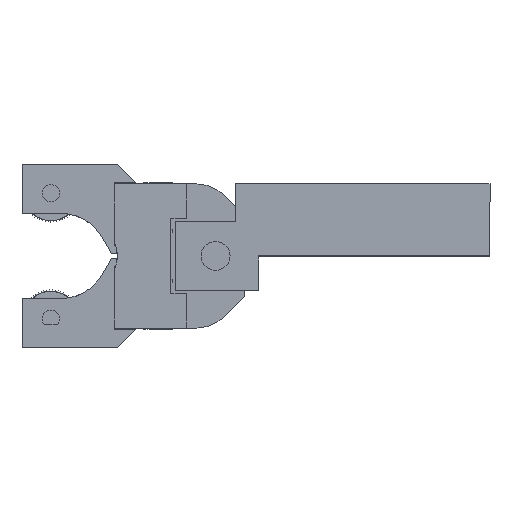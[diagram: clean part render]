
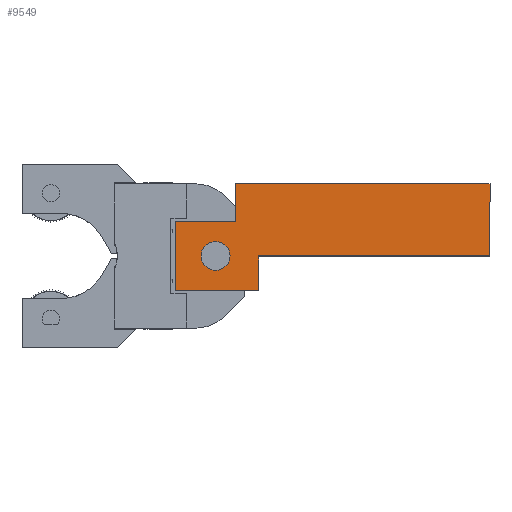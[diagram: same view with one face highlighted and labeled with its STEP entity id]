
A CAD part, top view. The second image highlights one B-rep face of the part: STEP entity #9549.
In plain terms, the highlighted face is planar.
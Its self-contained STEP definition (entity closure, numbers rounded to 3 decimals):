
#469=FACE_BOUND('',#1549,.T.);
#637=PLANE('',#10370);
#1012=FACE_OUTER_BOUND('',#1548,.T.);
#1548=EDGE_LOOP('',(#7316,#7317,#7318,#7319,#7320,#7321,#7322,#7323));
#1549=EDGE_LOOP('',(#7324));
#2235=LINE('',#14485,#3083);
#2247=LINE('',#14511,#3095);
#2253=LINE('',#14522,#3101);
#2254=LINE('',#14526,#3102);
#2258=LINE('',#14534,#3106);
#2267=LINE('',#14548,#3115);
#2268=LINE('',#14549,#3116);
#2269=LINE('',#14550,#3117);
#3083=VECTOR('',#11939,10.);
#3095=VECTOR('',#11957,10.);
#3101=VECTOR('',#11965,10.);
#3102=VECTOR('',#11968,10.);
#3106=VECTOR('',#11974,10.);
#3115=VECTOR('',#11987,10.);
#3116=VECTOR('',#11988,10.);
#3117=VECTOR('',#11989,10.);
#3696=CIRCLE('',#10354,5.);
#4186=VERTEX_POINT('',#14461);
#4192=VERTEX_POINT('',#14482);
#4193=VERTEX_POINT('',#14484);
#4203=VERTEX_POINT('',#14509);
#4204=VERTEX_POINT('',#14510);
#4208=VERTEX_POINT('',#14520);
#4209=VERTEX_POINT('',#14524);
#4210=VERTEX_POINT('',#14525);
#4213=VERTEX_POINT('',#14533);
#5308=EDGE_CURVE('',#4186,#4186,#3696,.T.);
#5319=EDGE_CURVE('',#4193,#4192,#2235,.T.);
#5331=EDGE_CURVE('',#4203,#4204,#2247,.T.);
#5337=EDGE_CURVE('',#4204,#4208,#2253,.T.);
#5338=EDGE_CURVE('',#4209,#4210,#2254,.T.);
#5342=EDGE_CURVE('',#4213,#4203,#2258,.T.);
#5351=EDGE_CURVE('',#4208,#4193,#2267,.T.);
#5352=EDGE_CURVE('',#4192,#4209,#2268,.T.);
#5353=EDGE_CURVE('',#4213,#4210,#2269,.T.);
#7316=ORIENTED_EDGE('',*,*,#5331,.T.);
#7317=ORIENTED_EDGE('',*,*,#5337,.T.);
#7318=ORIENTED_EDGE('',*,*,#5351,.T.);
#7319=ORIENTED_EDGE('',*,*,#5319,.T.);
#7320=ORIENTED_EDGE('',*,*,#5352,.T.);
#7321=ORIENTED_EDGE('',*,*,#5338,.T.);
#7322=ORIENTED_EDGE('',*,*,#5353,.F.);
#7323=ORIENTED_EDGE('',*,*,#5342,.T.);
#7324=ORIENTED_EDGE('',*,*,#5308,.F.);
#9549=ADVANCED_FACE('',(#1012,#469),#637,.F.);
#10354=AXIS2_PLACEMENT_3D('',#14462,#11914,#11915);
#10370=AXIS2_PLACEMENT_3D('',#14547,#11985,#11986);
#11914=DIRECTION('center_axis',(0.,0.,-1.));
#11915=DIRECTION('ref_axis',(-1.,0.,0.));
#11939=DIRECTION('',(1.,0.,0.));
#11957=DIRECTION('',(0.,1.,0.));
#11965=DIRECTION('',(-1.,0.,0.));
#11968=DIRECTION('',(1.,0.,0.));
#11974=DIRECTION('',(-1.,0.,0.));
#11985=DIRECTION('center_axis',(0.,0.,1.));
#11986=DIRECTION('ref_axis',(1.,0.,0.));
#11987=DIRECTION('',(0.,1.,0.));
#11988=DIRECTION('',(0.,-1.,0.));
#11989=DIRECTION('',(0.,1.,0.));
#14461=CARTESIAN_POINT('',(-28.006,1.416,-0.449));
#14462=CARTESIAN_POINT('Origin',(-28.006,6.416,-0.449));
#14482=CARTESIAN_POINT('',(-13.006,18.416,-0.449));
#14484=CARTESIAN_POINT('',(-42.006,18.416,-0.449));
#14485=CARTESIAN_POINT('',(-42.006,18.416,-0.449));
#14509=CARTESIAN_POINT('',(-21.006,-18.584,-0.449));
#14510=CARTESIAN_POINT('',(-21.006,-5.584,-0.449));
#14511=CARTESIAN_POINT('',(-21.006,-9.334,-0.449));
#14520=CARTESIAN_POINT('',(-42.006,-5.584,-0.449));
#14522=CARTESIAN_POINT('',(-8.335,-5.584,-0.449));
#14524=CARTESIAN_POINT('',(-13.006,6.416,-0.449));
#14525=CARTESIAN_POINT('',(66.994,6.416,-0.449));
#14526=CARTESIAN_POINT('',(-0.256,6.416,-0.449));
#14533=CARTESIAN_POINT('',(66.994,-18.584,-0.449));
#14534=CARTESIAN_POINT('',(66.994,-18.584,-0.449));
#14547=CARTESIAN_POINT('Origin',(12.494,-0.084,-0.449));
#14548=CARTESIAN_POINT('',(-42.006,-18.584,-0.449));
#14549=CARTESIAN_POINT('',(-13.006,9.166,-0.449));
#14550=CARTESIAN_POINT('',(66.994,9.166,-0.449));
